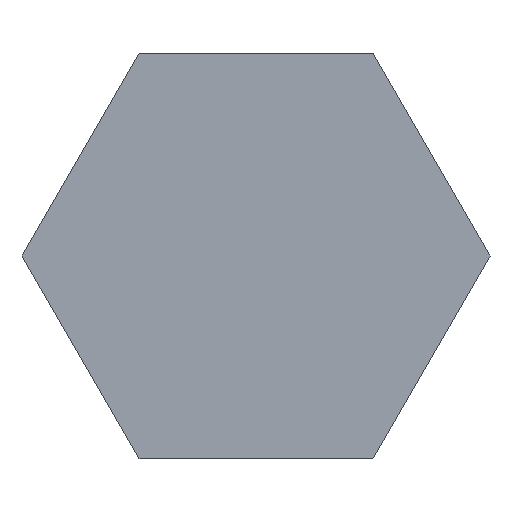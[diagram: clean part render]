
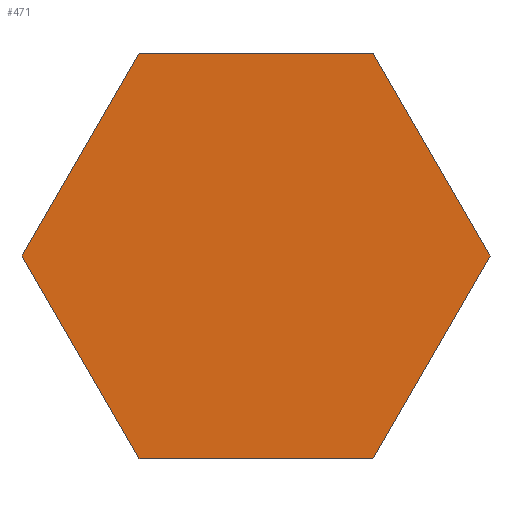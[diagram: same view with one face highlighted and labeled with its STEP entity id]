
A CAD part, front view. The second image highlights one B-rep face of the part: STEP entity #471.
In plain terms, the highlighted planar face has unit normal (0, -1, 0).
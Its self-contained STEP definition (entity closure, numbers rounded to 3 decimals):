
#27 = ORIENTED_EDGE ( 'NONE', *, *, #418, .F. ) ;
#37 = VERTEX_POINT ( 'NONE', #356 ) ;
#79 = EDGE_CURVE ( 'NONE', #134, #314, #213, .T. ) ;
#87 = DIRECTION ( 'NONE',  ( -0.5, 0., -0.866 ) ) ;
#96 = ORIENTED_EDGE ( 'NONE', *, *, #186, .F. ) ;
#97 = DIRECTION ( 'NONE',  ( -0.5, 0., 0.866 ) ) ;
#99 = EDGE_CURVE ( 'NONE', #107, #37, #297, .T. ) ;
#103 = EDGE_LOOP ( 'NONE', ( #27, #343, #96, #438, #202, #436 ) ) ;
#107 = VERTEX_POINT ( 'NONE', #180 ) ;
#108 = VERTEX_POINT ( 'NONE', #421 ) ;
#109 = LINE ( 'NONE', #445, #207 ) ;
#121 = DIRECTION ( 'NONE',  ( 1., 0., 0. ) ) ;
#134 = VERTEX_POINT ( 'NONE', #457 ) ;
#164 = CARTESIAN_POINT ( 'NONE',  ( 3.753, 0., -6.5 ) ) ;
#165 = DIRECTION ( 'NONE',  ( 0., 0., 1. ) ) ;
#169 = VECTOR ( 'NONE', #269, 1000. ) ;
#180 = CARTESIAN_POINT ( 'NONE',  ( -3.753, 0., -6.5 ) ) ;
#186 = EDGE_CURVE ( 'NONE', #37, #428, #372, .T. ) ;
#202 = ORIENTED_EDGE ( 'NONE', *, *, #223, .F. ) ;
#207 = VECTOR ( 'NONE', #484, 1000. ) ;
#213 = LINE ( 'NONE', #327, #410 ) ;
#223 = EDGE_CURVE ( 'NONE', #314, #107, #363, .T. ) ;
#247 = CARTESIAN_POINT ( 'NONE',  ( -3.753, 0., 6.5 ) ) ;
#249 = VECTOR ( 'NONE', #294, 1000. ) ;
#265 = CARTESIAN_POINT ( 'NONE',  ( 3.753, 0., -6.5 ) ) ;
#269 = DIRECTION ( 'NONE',  ( 0.5, 0., 0.866 ) ) ;
#274 = PLANE ( 'NONE',  #444 ) ;
#294 = DIRECTION ( 'NONE',  ( -1., 0., 0. ) ) ;
#297 = LINE ( 'NONE', #334, #509 ) ;
#304 = LINE ( 'NONE', #247, #420 ) ;
#314 = VERTEX_POINT ( 'NONE', #164 ) ;
#327 = CARTESIAN_POINT ( 'NONE',  ( 7.506, 0., 0. ) ) ;
#334 = CARTESIAN_POINT ( 'NONE',  ( -3.753, 0., -6.5 ) ) ;
#343 = ORIENTED_EDGE ( 'NONE', *, *, #512, .F. ) ;
#356 = CARTESIAN_POINT ( 'NONE',  ( -7.506, 0., 0. ) ) ;
#363 = LINE ( 'NONE', #265, #249 ) ;
#368 = CARTESIAN_POINT ( 'NONE',  ( -7.506, 0., 0. ) ) ;
#372 = LINE ( 'NONE', #368, #169 ) ;
#391 = CARTESIAN_POINT ( 'NONE',  ( 0., 0., 0. ) ) ;
#392 = DIRECTION ( 'NONE',  ( 0., 1., 0. ) ) ;
#410 = VECTOR ( 'NONE', #87, 1000. ) ;
#418 = EDGE_CURVE ( 'NONE', #108, #134, #109, .T. ) ;
#420 = VECTOR ( 'NONE', #121, 1000. ) ;
#421 = CARTESIAN_POINT ( 'NONE',  ( 3.753, 0., 6.5 ) ) ;
#428 = VERTEX_POINT ( 'NONE', #528 ) ;
#436 = ORIENTED_EDGE ( 'NONE', *, *, #79, .F. ) ;
#438 = ORIENTED_EDGE ( 'NONE', *, *, #99, .F. ) ;
#444 = AXIS2_PLACEMENT_3D ( 'NONE', #391, #392, #165 ) ;
#445 = CARTESIAN_POINT ( 'NONE',  ( 3.753, 0., 6.5 ) ) ;
#457 = CARTESIAN_POINT ( 'NONE',  ( 7.506, 0., 0. ) ) ;
#471 = ADVANCED_FACE ( 'NONE', ( #501 ), #274, .F. ) ;
#484 = DIRECTION ( 'NONE',  ( 0.5, 0., -0.866 ) ) ;
#501 = FACE_OUTER_BOUND ( 'NONE', #103, .T. ) ;
#509 = VECTOR ( 'NONE', #97, 1000. ) ;
#512 = EDGE_CURVE ( 'NONE', #428, #108, #304, .T. ) ;
#528 = CARTESIAN_POINT ( 'NONE',  ( -3.753, 0., 6.5 ) ) ;
